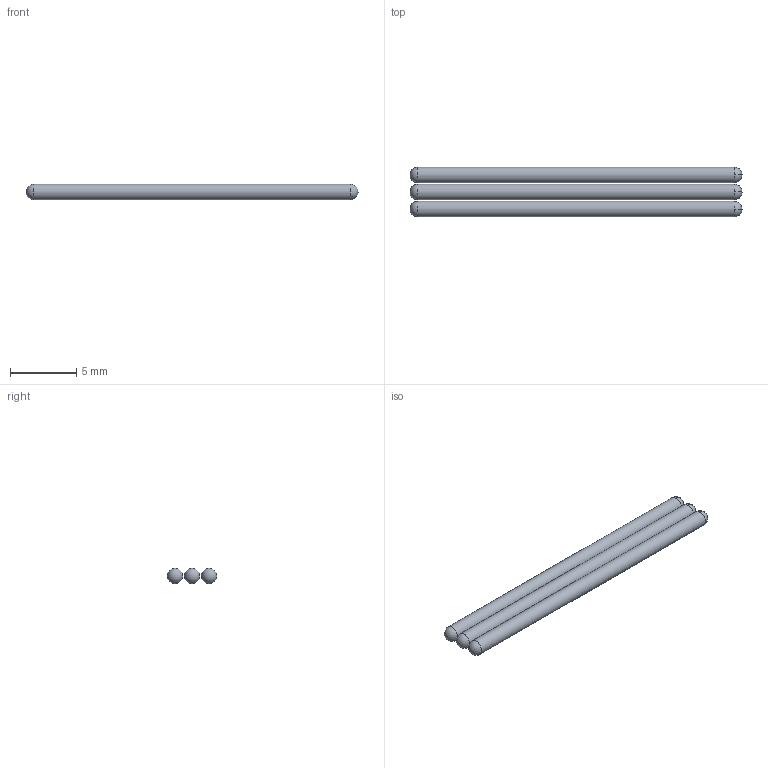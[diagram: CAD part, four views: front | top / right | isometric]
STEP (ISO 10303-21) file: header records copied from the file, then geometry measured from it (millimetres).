
FILE_DESCRIPTION(('Open CASCADE Model'),'2;1');
FILE_NAME('Open CASCADE Shape Model','2021-05-31T00:34:02',('Author'),( 'Open CASCADE'),'ParaPy 1.7.0 - Open CASCADE STEP processor 7.3', 'ParaPy 1.7.0 - Open CASCADE 7.3','Unknown');
FILE_SCHEMA(('AUTOMOTIVE_DESIGN { 1 0 10303 214 1 1 1 1 }'));
Length unit declared in the file: millimetre
Products named in the file (3): tank
Bounding box: 24.98 x 3.73 x 1.17 mm (x, y, z)
Volume: 78.9 mm3; surface area: 274.7 mm2
Topology: 3 solids, 3 shells, 12 faces, 36 edges, 12 vertices
Faces by surface type: sphere 9, cylinder 3
Full cylindrical faces by diameter (mm): 1.167 x3
Entity records: 568 total; most frequent: DIRECTION 95, CARTESIAN_POINT 79, LINE 39, VECTOR 39, ORIENTED_EDGE 36, PCURVE 36, DEFINITIONAL_REPRESENTATION 36, AXIS2_PLACEMENT_3D 28
